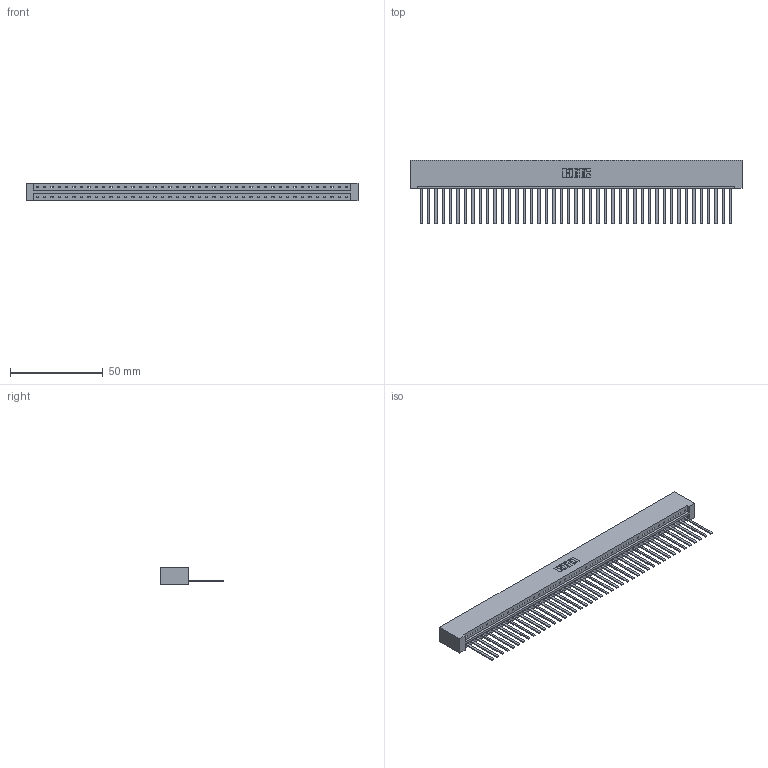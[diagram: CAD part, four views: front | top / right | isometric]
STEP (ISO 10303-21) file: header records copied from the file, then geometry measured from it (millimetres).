
FILE_DESCRIPTION (( 'STEP AP203' ), '1' );
FILE_NAME ('833-043-544-101.STEP', '2020-06-04T00:09:01', ( '' ), ( '' ), 'SwSTEP 2.0', 'SolidWorks 2020', '' );
FILE_SCHEMA (( 'CONFIG_CONTROL_DESIGN' ));
Length unit declared in the file: inch
Products named in the file (3): 833 Part_Lugless; 345-292-001_345-293-144; 833-043-544-101
Assembly tree (44 placements, depth 2):
  833-043-544-101
    833 Part_Lugless
    345-292-001_345-293-144  x43
Bounding box: 178.64 x 34.3 x 9.4 mm (x, y, z)
Volume: 19095.4 mm3; surface area: 22243.3 mm2
Topology: 44 solids, 44 shells, 2342 faces, 7081 edges, 4662 vertices
Faces by surface type: plane 1700, cylinder 642
Entity records: 25697 total; most frequent: CARTESIAN_POINT 4439, ORIENTED_EDGE 4418, DIRECTION 3731, EDGE_CURVE 2209, VECTOR 2093, LINE 2093, VERTEX_POINT 1470, AXIS2_PLACEMENT_3D 819
